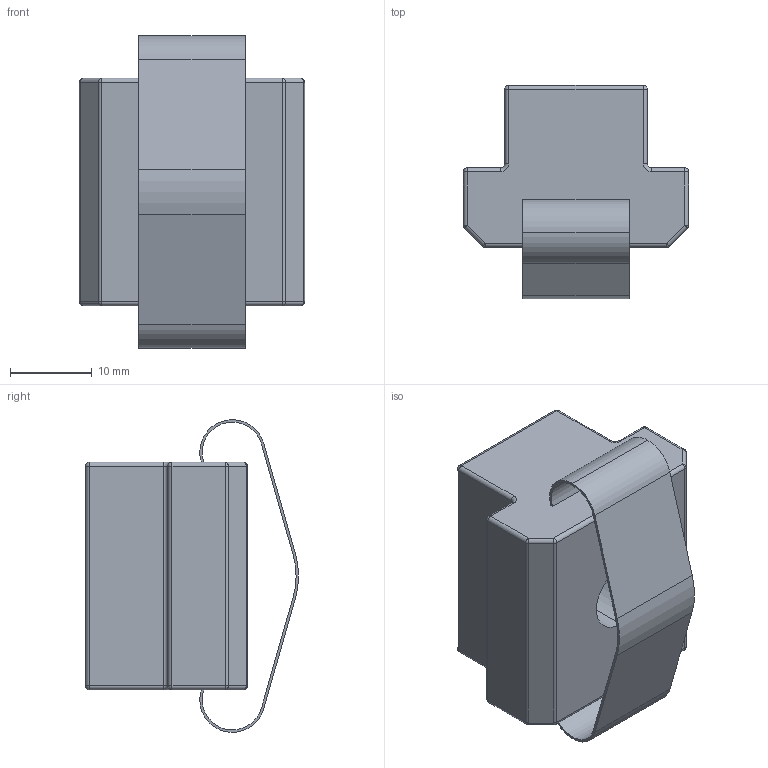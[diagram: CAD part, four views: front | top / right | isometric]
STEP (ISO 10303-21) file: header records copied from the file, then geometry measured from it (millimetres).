
FILE_DESCRIPTION (( 'STEP AP214' ), '1' );
FILE_NAME ('MiteeBite-25754.step', '2013-10-02T20:12:08', ( 'Windows User' ), ( '' ), 'SwSTEP 2.0', 'SolidWorks 2013', '' );
FILE_SCHEMA (( 'AUTOMOTIVE_DESIGN' ));
Length unit declared in the file: millimetre
Products named in the file (1): MiteeBite-25754
Bounding box: 27.6 x 26.1 x 38.3 mm (x, y, z)
Volume: 11287 mm3; surface area: 5313.5 mm2
Topology: 1 solids, 1 shells, 80 faces, 188 edges, 98 vertices
Faces by surface type: cylinder 40, plane 18, sphere 16, torus 4, cone 2
Entity records: 2226 total; most frequent: DIRECTION 424, CARTESIAN_POINT 355, ORIENTED_EDGE 352, EDGE_CURVE 176, AXIS2_PLACEMENT_3D 167, VERTEX_POINT 98, VECTOR 90, LINE 90
